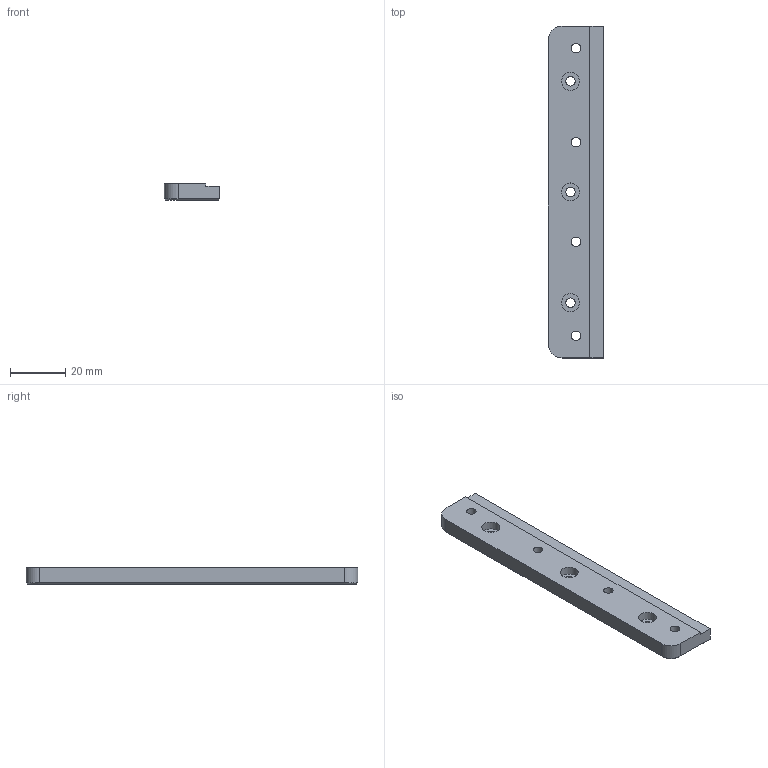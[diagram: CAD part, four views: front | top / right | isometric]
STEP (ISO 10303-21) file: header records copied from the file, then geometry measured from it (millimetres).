
FILE_DESCRIPTION(/* description */ (''),/* implementation_level */ '2;1');
FILE_NAME(/* name */ 'Left fixed jaw.step',/* time_stamp */ '2020-06-17T17:42:50-04:00',/* author */ (''),/* organization */ (''),/* preprocessor_version */ 'ST-DEVELOPER v18.1',/* originating_system */ 'Autodesk Translation Framework v9.3.0.1241',/* authorisation */ '');
FILE_SCHEMA (('AUTOMOTIVE_DESIGN { 1 0 10303 214 3 1 1 }'));
Length unit declared in the file: millimetre
Products named in the file (1): Machoire fixe
Bounding box: 20 x 120 x 6 mm (x, y, z)
Volume: 12859.5 mm3; surface area: 6829.5 mm2
Topology: 1 solids, 1 shells, 84 faces, 192 edges, 117 vertices
Faces by surface type: plane 67, cylinder 12, cone 5
Full cylindrical faces by diameter (mm): 3.4 x7, 6.5 x3
Entity records: 2369 total; most frequent: CARTESIAN_POINT 394, DIRECTION 391, ORIENTED_EDGE 384, EDGE_CURVE 192, LINE 163, VECTOR 163, VERTEX_POINT 117, AXIS2_PLACEMENT_3D 114
